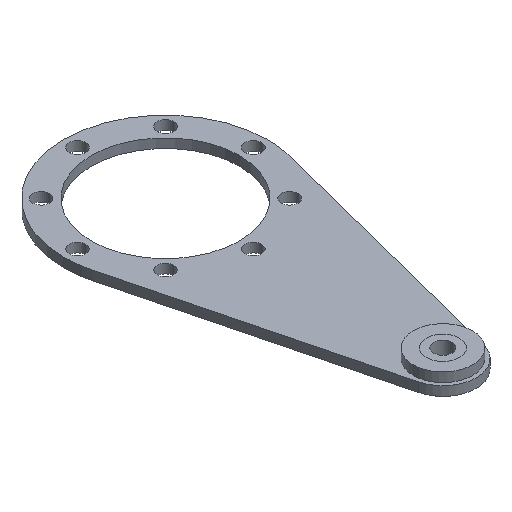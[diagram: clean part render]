
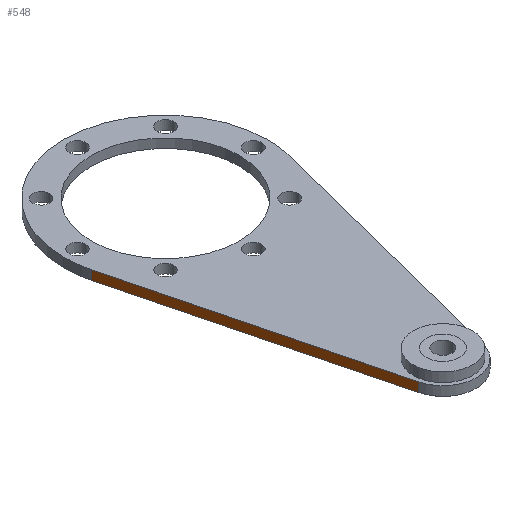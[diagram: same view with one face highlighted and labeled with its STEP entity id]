
A CAD part, isometric view. The second image highlights one B-rep face of the part: STEP entity #548.
In plain terms, the highlighted planar face has unit normal (-0.969, -0.247, 0).
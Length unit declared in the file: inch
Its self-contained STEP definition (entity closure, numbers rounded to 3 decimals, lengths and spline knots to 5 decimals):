
#177 = PLANE ( 'NONE',  #512 ) ;
#291 = VECTOR ( 'NONE', #1258, 39.37008 ) ;
#309 = VECTOR ( 'NONE', #1345, 39.37008 ) ;
#313 = LINE ( 'NONE', #1356, #309 ) ;
#330 = VECTOR ( 'NONE', #1371, 39.37008 ) ;
#349 = LINE ( 'NONE', #1262, #291 ) ;
#362 = LINE ( 'NONE', #1533, #330 ) ;
#366 = DIRECTION ( 'NONE',  ( 0.247, -0.969, 0. ) ) ;
#456 = CARTESIAN_POINT ( 'NONE',  ( -2.09845, -0.53412, 0. ) ) ;
#512 = AXIS2_PLACEMENT_3D ( 'NONE', #836, #1255, #366 ) ;
#548 = ADVANCED_FACE ( 'NONE', ( #1486 ), #177, .T. ) ;
#836 = CARTESIAN_POINT ( 'NONE',  ( -2.09845, -0.53412, 0. ) ) ;
#944 = ORIENTED_EDGE ( 'NONE', *, *, #1527, .F. ) ;
#953 = VECTOR ( 'NONE', #1193, 39.37008 ) ;
#957 = ORIENTED_EDGE ( 'NONE', *, *, #1127, .F. ) ;
#960 = VERTEX_POINT ( 'NONE', #1393 ) ;
#962 = ORIENTED_EDGE ( 'NONE', *, *, #1128, .T. ) ;
#1032 = ORIENTED_EDGE ( 'NONE', *, *, #1107, .T. ) ;
#1107 = EDGE_CURVE ( 'NONE', #1513, #960, #362, .T. ) ;
#1123 = LINE ( 'NONE', #1171, #953 ) ;
#1127 = EDGE_CURVE ( 'NONE', #1494, #960, #313, .T. ) ;
#1128 = EDGE_CURVE ( 'NONE', #1282, #1513, #349, .T. ) ;
#1171 = CARTESIAN_POINT ( 'NONE',  ( -2.09845, -0.53412, 0. ) ) ;
#1193 = DIRECTION ( 'NONE',  ( 0., 0., 1. ) ) ;
#1215 = CARTESIAN_POINT ( 'NONE',  ( -0.68676, -6.08031, 0. ) ) ;
#1255 = DIRECTION ( 'NONE',  ( -0.969, -0.247, 0. ) ) ;
#1258 = DIRECTION ( 'NONE',  ( 0.247, -0.969, 0. ) ) ;
#1262 = CARTESIAN_POINT ( 'NONE',  ( -2.09845, -0.53412, 0. ) ) ;
#1274 = CARTESIAN_POINT ( 'NONE',  ( -2.09845, -0.53412, 0.19685 ) ) ;
#1282 = VERTEX_POINT ( 'NONE', #456 ) ;
#1345 = DIRECTION ( 'NONE',  ( 0.247, -0.969, 0. ) ) ;
#1356 = CARTESIAN_POINT ( 'NONE',  ( -2.09845, -0.53412, 0.19685 ) ) ;
#1371 = DIRECTION ( 'NONE',  ( 0., 0., 1. ) ) ;
#1393 = CARTESIAN_POINT ( 'NONE',  ( -0.68676, -6.08031, 0.19685 ) ) ;
#1454 = EDGE_LOOP ( 'NONE', ( #957, #944, #962, #1032 ) ) ;
#1486 = FACE_OUTER_BOUND ( 'NONE', #1454, .T. ) ;
#1494 = VERTEX_POINT ( 'NONE', #1274 ) ;
#1513 = VERTEX_POINT ( 'NONE', #1215 ) ;
#1527 = EDGE_CURVE ( 'NONE', #1282, #1494, #1123, .T. ) ;
#1533 = CARTESIAN_POINT ( 'NONE',  ( -0.68676, -6.08031, 0. ) ) ;
